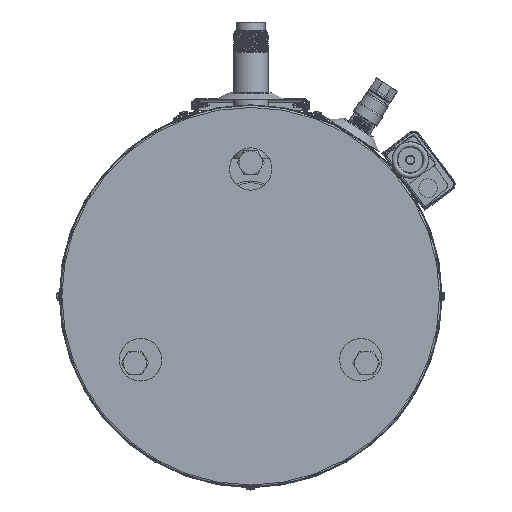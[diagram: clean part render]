
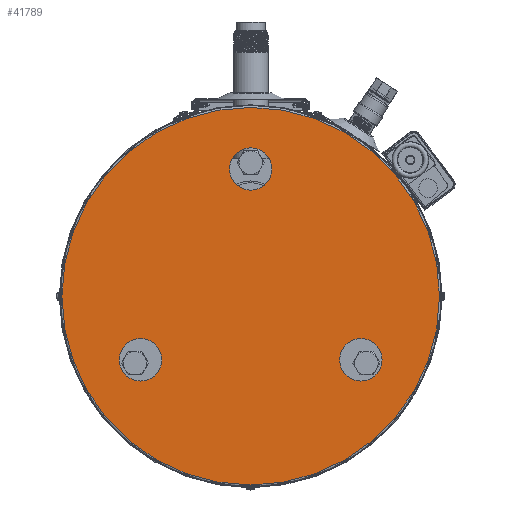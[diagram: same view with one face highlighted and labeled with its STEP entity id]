
A CAD part, front view. The second image highlights one B-rep face of the part: STEP entity #41789.
In plain terms, the highlighted planar face has unit normal (0, -1, 0).
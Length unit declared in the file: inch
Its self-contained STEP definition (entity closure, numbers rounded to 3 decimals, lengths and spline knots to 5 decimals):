
#1376 = VERTEX_POINT ( 'NONE', #42662 ) ;
#1695 = ORIENTED_EDGE ( 'NONE', *, *, #19551, .T. ) ;
#2756 = VERTEX_POINT ( 'NONE', #90748 ) ;
#5055 = DIRECTION ( 'NONE',  ( 0., -1., 0. ) ) ;
#6147 = EDGE_LOOP ( 'NONE', ( #90852 ) ) ;
#6310 = DIRECTION ( 'NONE',  ( 0., 1., 0. ) ) ;
#6504 = CIRCLE ( 'NONE', #52541, 1. ) ;
#7675 = AXIS2_PLACEMENT_3D ( 'NONE', #64761, #5055, #98876 ) ;
#7888 = DIRECTION ( 'NONE',  ( 0., 1., 0. ) ) ;
#14160 = ORIENTED_EDGE ( 'NONE', *, *, #123945, .T. ) ;
#19551 = EDGE_CURVE ( 'NONE', #39441, #39441, #6504, .T. ) ;
#24362 = EDGE_CURVE ( 'NONE', #1376, #1376, #120897, .T. ) ;
#28271 = CARTESIAN_POINT ( 'NONE',  ( -1., -0.53, 6. ) ) ;
#38434 = ORIENTED_EDGE ( 'NONE', *, *, #24362, .T. ) ;
#39441 = VERTEX_POINT ( 'NONE', #28271 ) ;
#41789 = ADVANCED_FACE ( 'NONE', ( #77448, #68900, #117588, #107124 ), #86659, .F. ) ;
#42662 = CARTESIAN_POINT ( 'NONE',  ( 8.905, -0.53, 0. ) ) ;
#46281 = DIRECTION ( 'NONE',  ( -1., 0., 0. ) ) ;
#49272 = DIRECTION ( 'NONE',  ( -1., 0., 0. ) ) ;
#52541 = AXIS2_PLACEMENT_3D ( 'NONE', #98581, #120837, #110354 ) ;
#56833 = CARTESIAN_POINT ( 'NONE',  ( 5.19615, -0.53, -3. ) ) ;
#64761 = CARTESIAN_POINT ( 'NONE',  ( 0., -0.53, 0. ) ) ;
#68900 = FACE_BOUND ( 'NONE', #118771, .T. ) ;
#72211 = AXIS2_PLACEMENT_3D ( 'NONE', #97870, #7888, #128073 ) ;
#73014 = AXIS2_PLACEMENT_3D ( 'NONE', #56833, #6310, #46281 ) ;
#74591 = CARTESIAN_POINT ( 'NONE',  ( -6.19615, -0.53, -3. ) ) ;
#77448 = FACE_BOUND ( 'NONE', #6147, .T. ) ;
#77562 = DIRECTION ( 'NONE',  ( 0., 1., 0. ) ) ;
#84947 = AXIS2_PLACEMENT_3D ( 'NONE', #126866, #77562, #49272 ) ;
#86659 = PLANE ( 'NONE',  #72211 ) ;
#90748 = CARTESIAN_POINT ( 'NONE',  ( 4.19615, -0.53, -3. ) ) ;
#90852 = ORIENTED_EDGE ( 'NONE', *, *, #110081, .T. ) ;
#97870 = CARTESIAN_POINT ( 'NONE',  ( 0., -0.53, 0. ) ) ;
#98581 = CARTESIAN_POINT ( 'NONE',  ( 0., -0.53, 6. ) ) ;
#98876 = DIRECTION ( 'NONE',  ( 1., 0., 0. ) ) ;
#105533 = EDGE_LOOP ( 'NONE', ( #38434 ) ) ;
#106025 = EDGE_LOOP ( 'NONE', ( #1695 ) ) ;
#107124 = FACE_OUTER_BOUND ( 'NONE', #105533, .T. ) ;
#110081 = EDGE_CURVE ( 'NONE', #2756, #2756, #129704, .T. ) ;
#110354 = DIRECTION ( 'NONE',  ( -1., 0., 0. ) ) ;
#114730 = VERTEX_POINT ( 'NONE', #74591 ) ;
#117588 = FACE_BOUND ( 'NONE', #106025, .T. ) ;
#118771 = EDGE_LOOP ( 'NONE', ( #14160 ) ) ;
#120837 = DIRECTION ( 'NONE',  ( 0., 1., 0. ) ) ;
#120897 = CIRCLE ( 'NONE', #7675, 8.905 ) ;
#122723 = CIRCLE ( 'NONE', #84947, 1. ) ;
#123945 = EDGE_CURVE ( 'NONE', #114730, #114730, #122723, .T. ) ;
#126866 = CARTESIAN_POINT ( 'NONE',  ( -5.19615, -0.53, -3. ) ) ;
#128073 = DIRECTION ( 'NONE',  ( -1., 0., 0. ) ) ;
#129704 = CIRCLE ( 'NONE', #73014, 1. ) ;
